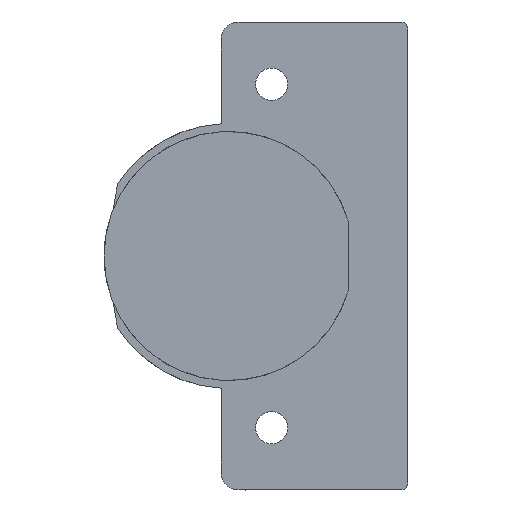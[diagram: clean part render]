
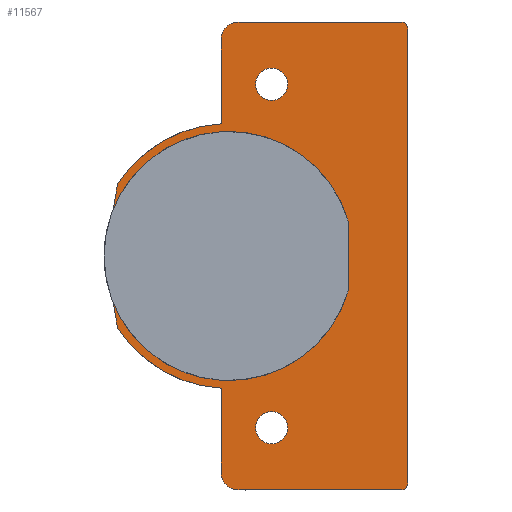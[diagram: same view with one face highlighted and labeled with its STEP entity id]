
A CAD part, front view. The second image highlights one B-rep face of the part: STEP entity #11567.
In plain terms, the highlighted planar face has unit normal (0, -1, 0).
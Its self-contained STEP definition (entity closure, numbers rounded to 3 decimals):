
#3057=DIRECTION('',(0.174,0.,0.985));
#3058=VECTOR('',#3057,3.643);
#3059=CARTESIAN_POINT('',(6.242,0.,6.5));
#3060=LINE('',#3059,#3058);
#3064=CARTESIAN_POINT('',(22.382,0.,0.));
#3065=DIRECTION('',(0.,1.,0.));
#3066=DIRECTION('',(-0.838,0.,0.545));
#3067=AXIS2_PLACEMENT_3D('',#3064,#3065,#3066);
#3072=DIRECTION('',(1.,0.,0.));
#3073=VECTOR('',#3072,22.59);
#3074=CARTESIAN_POINT('',(23.842,0.,32.7));
#3075=LINE('',#3074,#3073);
#3079=CARTESIAN_POINT('',(46.432,0.,31.7));
#3080=DIRECTION('',(0.,1.,0.));
#3081=DIRECTION('',(0.,0.,1.));
#3082=AXIS2_PLACEMENT_3D('',#3079,#3080,#3081);
#3087=DIRECTION('',(0.,0.,-1.));
#3088=VECTOR('',#3087,63.4);
#3089=CARTESIAN_POINT('',(47.432,0.,31.7));
#3090=LINE('',#3089,#3088);
#3094=CARTESIAN_POINT('',(46.432,0.,-31.7));
#3095=DIRECTION('',(0.,1.,0.));
#3096=DIRECTION('',(1.,0.,0.));
#3097=AXIS2_PLACEMENT_3D('',#3094,#3095,#3096);
#3102=DIRECTION('',(-1.,0.,0.));
#3103=VECTOR('',#3102,22.59);
#3104=CARTESIAN_POINT('',(46.432,0.,-32.7));
#3105=LINE('',#3104,#3103);
#3109=CARTESIAN_POINT('',(22.382,0.,0.));
#3110=DIRECTION('',(0.,1.,0.));
#3111=DIRECTION('',(-0.057,0.,-0.998));
#3112=AXIS2_PLACEMENT_3D('',#3109,#3110,#3111);
#3117=DIRECTION('',(-0.174,0.,0.985));
#3118=VECTOR('',#3117,3.643);
#3119=CARTESIAN_POINT('',(6.875,0.,-10.088));
#3120=LINE('',#3119,#3118);
#3124=CARTESIAN_POINT('',(22.382,0.,0.));
#3125=DIRECTION('',(0.,-1.,0.));
#3126=DIRECTION('',(-0.928,0.,-0.374));
#3127=AXIS2_PLACEMENT_3D('',#3124,#3125,#3126);
#3132=CARTESIAN_POINT('',(22.382,0.,0.));
#3133=DIRECTION('',(0.,-1.,0.));
#3134=DIRECTION('',(0.96,0.,0.281));
#3135=AXIS2_PLACEMENT_3D('',#3132,#3133,#3134);
#3140=CARTESIAN_POINT('',(28.382,0.,-24.));
#3141=DIRECTION('',(0.,-1.,0.));
#3142=DIRECTION('',(0.,0.,1.));
#3143=AXIS2_PLACEMENT_3D('',#3140,#3141,#3142);
#3148=CARTESIAN_POINT('',(28.382,0.,-24.));
#3149=DIRECTION('',(0.,-1.,0.));
#3150=DIRECTION('',(0.,0.,-1.));
#3151=AXIS2_PLACEMENT_3D('',#3148,#3149,#3150);
#3156=CARTESIAN_POINT('',(28.382,0.,24.));
#3157=DIRECTION('',(0.,-1.,0.));
#3158=DIRECTION('',(0.,0.,-1.));
#3159=AXIS2_PLACEMENT_3D('',#3156,#3157,#3158);
#3164=CARTESIAN_POINT('',(28.382,0.,24.));
#3165=DIRECTION('',(0.,-1.,0.));
#3166=DIRECTION('',(0.,0.,1.));
#3167=AXIS2_PLACEMENT_3D('',#3164,#3165,#3166);
#3299=DIRECTION('',(0.,0.,-1.));
#3300=VECTOR('',#3299,11.73);
#3301=CARTESIAN_POINT('',(21.332,0.,
30.2));
#3302=LINE('',#3301,#3300);
#4884=DIRECTION('',(0.,0.,-1.));
#4885=VECTOR('',#4884,11.73);
#4886=CARTESIAN_POINT('',(21.332,0.,
-18.47));
#4887=LINE('',#4886,#4885);
#4917=CARTESIAN_POINT('',(21.332,0.,-30.2));
#4918=CARTESIAN_POINT('',(21.332,0.,-30.617));
#4919=CARTESIAN_POINT('',(21.514,0.,-31.27));
#4920=CARTESIAN_POINT('',(22.032,0.,-32.006));
#4921=CARTESIAN_POINT('',(22.77,0.,-32.52));
#4922=CARTESIAN_POINT('',(23.424,0.,-32.7));
#4923=CARTESIAN_POINT('',(23.842,0.,-32.7));
#5166=CARTESIAN_POINT('',(23.842,0.,32.7));
#5167=CARTESIAN_POINT('',(23.424,0.,32.7));
#5168=CARTESIAN_POINT('',(22.77,0.,32.52));
#5169=CARTESIAN_POINT('',(22.032,0.,32.006));
#5170=CARTESIAN_POINT('',(21.514,0.,31.27));
#5171=CARTESIAN_POINT('',(21.332,0.,30.617));
#5172=CARTESIAN_POINT('',(21.332,0.,30.2));
#5739=DIRECTION('',(0.,0.,-1.));
#5740=VECTOR('',#5739,9.771);
#5741=CARTESIAN_POINT('',(39.082,0.,4.886));
#5742=LINE('',#5741,#5740);
#8841=CARTESIAN_POINT('',(6.242,0.,6.5));
#8842=VERTEX_POINT('',#8841);
#8989=CARTESIAN_POINT('',(21.332,0.,-18.47));
#8990=CARTESIAN_POINT('',(6.875,0.,-10.088));
#8991=VERTEX_POINT('',#8989);
#8992=VERTEX_POINT('',#8990);
#8993=CARTESIAN_POINT('',(6.875,0.,10.088));
#8994=VERTEX_POINT('',#8993);
#8995=CARTESIAN_POINT('',(21.332,0.,18.47));
#8996=VERTEX_POINT('',#8995);
#8997=CARTESIAN_POINT('',(21.332,0.,
30.2));
#8998=VERTEX_POINT('',#8997);
#8999=VERTEX_POINT('',#5166);
#9000=CARTESIAN_POINT('',(46.432,0.,32.7));
#9001=VERTEX_POINT('',#9000);
#9002=CARTESIAN_POINT('',(47.432,0.,31.7));
#9003=VERTEX_POINT('',#9002);
#9004=CARTESIAN_POINT('',(47.432,0.,-31.7));
#9005=VERTEX_POINT('',#9004);
#9006=CARTESIAN_POINT('',(46.432,0.,-32.7));
#9007=VERTEX_POINT('',#9006);
#9008=CARTESIAN_POINT('',(23.842,0.,-32.7));
#9009=VERTEX_POINT('',#9008);
#9010=VERTEX_POINT('',#4917);
#9011=CARTESIAN_POINT('',(6.242,0.,-6.5));
#9012=VERTEX_POINT('',#9011);
#9013=CARTESIAN_POINT('',(39.082,0.,-4.886));
#9014=VERTEX_POINT('',#9013);
#9015=CARTESIAN_POINT('',(39.082,0.,4.886));
#9016=VERTEX_POINT('',#9015);
#9611=CARTESIAN_POINT('',(28.382,0.,-21.75));
#9612=CARTESIAN_POINT('',(28.382,0.,-26.25));
#9613=VERTEX_POINT('',#9611);
#9614=VERTEX_POINT('',#9612);
#9631=CARTESIAN_POINT('',(28.382,0.,21.75));
#9632=CARTESIAN_POINT('',(28.382,0.,26.25));
#9633=VERTEX_POINT('',#9631);
#9634=VERTEX_POINT('',#9632);
#11517=CARTESIAN_POINT('',(22.382,0.,0.));
#11518=DIRECTION('',(0.,1.,0.));
#11519=DIRECTION('',(0.,0.,1.));
#11520=AXIS2_PLACEMENT_3D('',#11517,#11518,#11519);
#11521=PLANE('',#11520);
#11523=ORIENTED_EDGE('',*,*,#11522,.T.);
#11525=ORIENTED_EDGE('',*,*,#11524,.T.);
#11527=ORIENTED_EDGE('',*,*,#11526,.F.);
#11529=ORIENTED_EDGE('',*,*,#11528,.F.);
#11531=ORIENTED_EDGE('',*,*,#11530,.T.);
#11533=ORIENTED_EDGE('',*,*,#11532,.T.);
#11535=ORIENTED_EDGE('',*,*,#11534,.T.);
#11537=ORIENTED_EDGE('',*,*,#11536,.T.);
#11539=ORIENTED_EDGE('',*,*,#11538,.T.);
#11541=ORIENTED_EDGE('',*,*,#11540,.F.);
#11543=ORIENTED_EDGE('',*,*,#11542,.F.);
#11544=ORIENTED_EDGE('',*,*,#11507,.T.);
#11546=ORIENTED_EDGE('',*,*,#11545,.T.);
#11548=ORIENTED_EDGE('',*,*,#11547,.T.);
#11550=ORIENTED_EDGE('',*,*,#11549,.F.);
#11552=ORIENTED_EDGE('',*,*,#11551,.T.);
#11553=EDGE_LOOP('',(#11523,#11525,#11527,#11529,#11531,#11533,#11535,#11537,
#11539,#11541,#11543,#11544,#11546,#11548,#11550,#11552));
#11554=FACE_OUTER_BOUND('',#11553,.F.);
#11556=ORIENTED_EDGE('',*,*,#11555,.T.);
#11558=ORIENTED_EDGE('',*,*,#11557,.T.);
#11559=EDGE_LOOP('',(#11556,#11558));
#11560=FACE_BOUND('',#11559,.F.);
#11562=ORIENTED_EDGE('',*,*,#11561,.T.);
#11564=ORIENTED_EDGE('',*,*,#11563,.T.);
#11565=EDGE_LOOP('',(#11562,#11564));
#11566=FACE_BOUND('',#11565,.F.);
#3068=CIRCLE('',#3067,18.5);
#3083=CIRCLE('',#3082,1.);
#3098=CIRCLE('',#3097,1.);
#3113=CIRCLE('',#3112,18.5);
#3128=CIRCLE('',#3127,17.4);
#3136=CIRCLE('',#3135,17.4);
#3144=CIRCLE('',#3143,2.25);
#3152=CIRCLE('',#3151,2.25);
#3160=CIRCLE('',#3159,2.25);
#3168=CIRCLE('',#3167,2.25);
#4924=B_SPLINE_CURVE_WITH_KNOTS('',3,(#4917,#4918,#4919,#4920,#4921,#4922,
#4923),.UNSPECIFIED.,.F.,.F.,(4,1,1,1,4),(0.,0.25,0.5,0.75,1.),
.UNSPECIFIED.);
#5173=B_SPLINE_CURVE_WITH_KNOTS('',3,(#5166,#5167,#5168,#5169,#5170,#5171,
#5172),.UNSPECIFIED.,.F.,.F.,(4,1,1,1,4),(0.,0.25,0.5,0.75,1.),
.UNSPECIFIED.);
#11507=EDGE_CURVE('',#8991,#8992,#3113,.T.);
#11522=EDGE_CURVE('',#8842,#8994,#3060,.T.);
#11524=EDGE_CURVE('',#8994,#8996,#3068,.T.);
#11526=EDGE_CURVE('',#8998,#8996,#3302,.T.);
#11528=EDGE_CURVE('',#8999,#8998,#5173,.T.);
#11530=EDGE_CURVE('',#8999,#9001,#3075,.T.);
#11532=EDGE_CURVE('',#9001,#9003,#3083,.T.);
#11534=EDGE_CURVE('',#9003,#9005,#3090,.T.);
#11536=EDGE_CURVE('',#9005,#9007,#3098,.T.);
#11538=EDGE_CURVE('',#9007,#9009,#3105,.T.);
#11540=EDGE_CURVE('',#9010,#9009,#4924,.T.);
#11542=EDGE_CURVE('',#8991,#9010,#4887,.T.);
#11545=EDGE_CURVE('',#8992,#9012,#3120,.T.);
#11547=EDGE_CURVE('',#9012,#9014,#3128,.T.);
#11549=EDGE_CURVE('',#9016,#9014,#5742,.T.);
#11551=EDGE_CURVE('',#9016,#8842,#3136,.T.);
#11555=EDGE_CURVE('',#9613,#9614,#3144,.T.);
#11557=EDGE_CURVE('',#9614,#9613,#3152,.T.);
#11561=EDGE_CURVE('',#9633,#9634,#3160,.T.);
#11563=EDGE_CURVE('',#9634,#9633,#3168,.T.);
#11567=ADVANCED_FACE('',(#11554,#11560,#11566),#11521,.F.);
